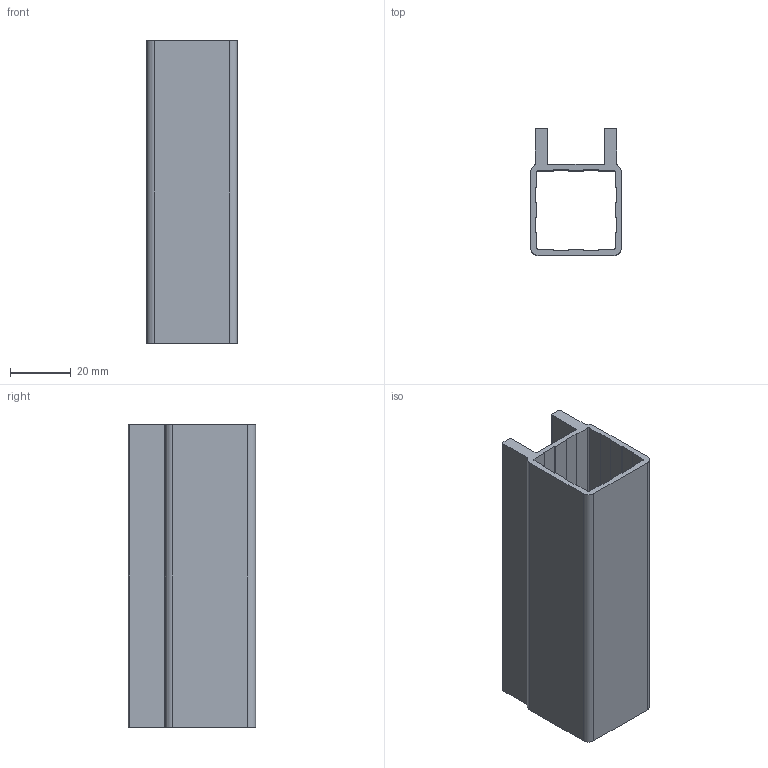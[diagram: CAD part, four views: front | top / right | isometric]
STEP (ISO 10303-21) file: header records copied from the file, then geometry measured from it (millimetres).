
FILE_DESCRIPTION(('STEP AP203'),'2;1');
FILE_NAME('XB26631.stp','2011-03-21T16:28:35',(''),(''),'2009.3.110','THINKDESIGN','');
FILE_SCHEMA(('CONFIG_CONTROL_DESIGN'));
Length unit declared in the file: millimetre
Bounding box: 30 x 42 x 100 mm (x, y, z)
Volume: 30290.9 mm3; surface area: 27665.3 mm2
Topology: 1 solids, 1 shells, 64 faces, 186 edges, 124 vertices
Faces by surface type: plane 48, cylinder 16
Entity records: 2199 total; most frequent: CARTESIAN_POINT 374, ORIENTED_EDGE 372, DIRECTION 346, EDGE_CURVE 186, VECTOR 154, LINE 154, VERTEX_POINT 124, AXIS2_PLACEMENT_3D 96
